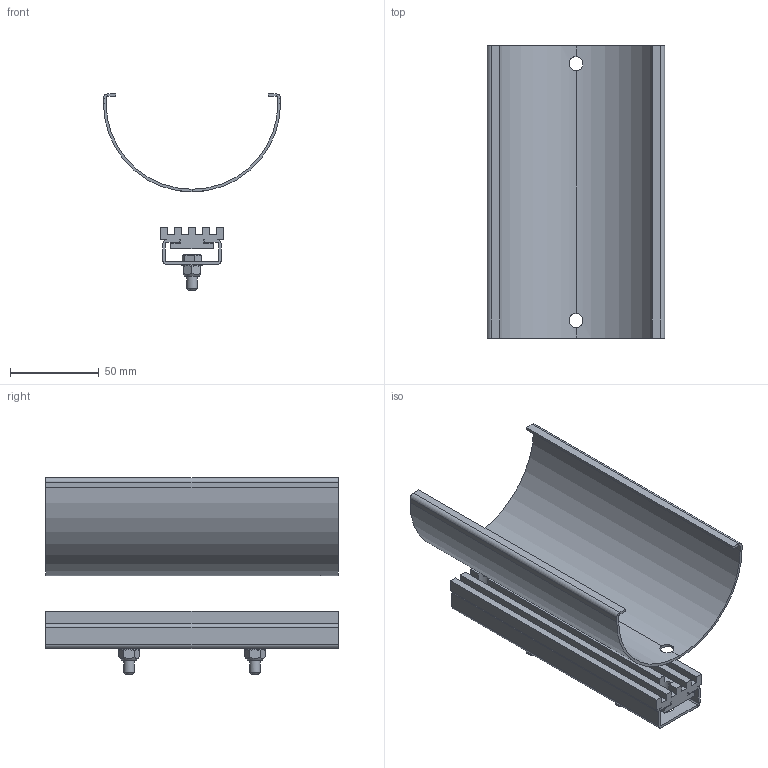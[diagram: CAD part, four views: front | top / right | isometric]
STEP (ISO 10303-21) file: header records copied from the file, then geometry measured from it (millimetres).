
FILE_DESCRIPTION(('STEP AP203'), '1');
FILE_NAME('352.100.RC30-RC35 Ïîäâåñ RC30-RC35 ñáîðíûé ô100ìì', '', ('UNSPECIFIED'), ('UNSPECIFIED'), 'ASCON STEP Converter 1.3', 'ASCON Math Kernel', '');
FILE_SCHEMA(('CONFIG_CONTROL_DESIGN'));
Length unit declared in the file: millimetre
Products named in the file (1): 352.100.RC30/RC35
Bounding box: 100 x 165 x 110.87 mm (x, y, z)
Volume: 109046.6 mm3; surface area: 104514.2 mm2
Topology: 2 solids, 2 shells, 294 faces, 768 edges, 478 vertices
Faces by surface type: plane 224, cylinder 46, cone 20, bspline 4
Full cylindrical faces by diameter (mm): 6 x2, 8 x4
Entity records: 13232 total; most frequent: CARTESIAN_POINT 3657, ORIENTED_EDGE 1508, DIRECTION 1450, EDGE_CURVE 754, LINE 528, VECTOR 528, VERTEX_POINT 478, AXIS2_PLACEMENT_3D 461
